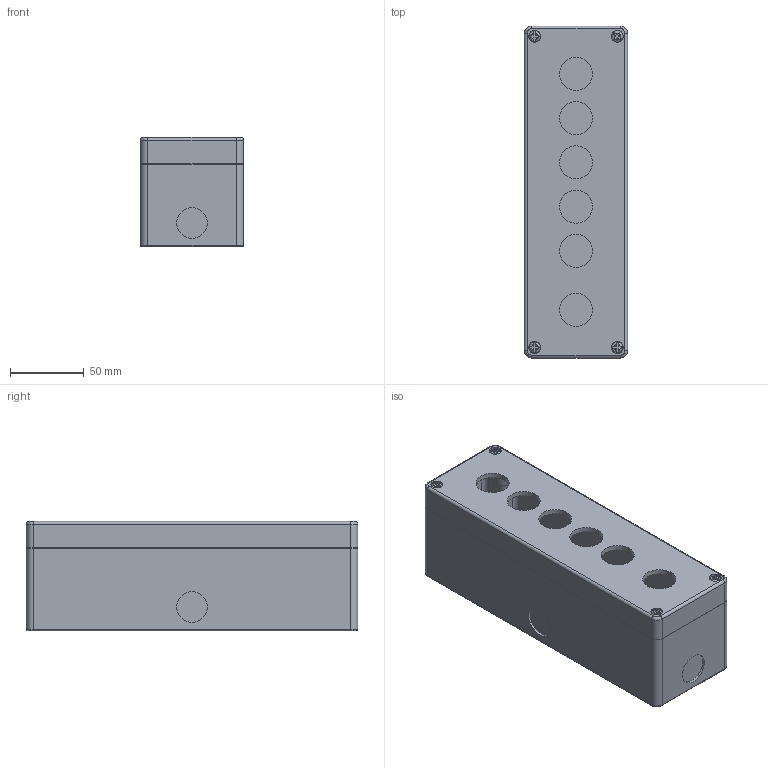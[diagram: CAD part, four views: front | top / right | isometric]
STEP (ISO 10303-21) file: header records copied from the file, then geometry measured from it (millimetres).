
FILE_DESCRIPTION (( 'STEP AP214' ), '1' );
FILE_NAME ('SA112.step', '2019-02-26T14:41:52', ( '' ), ( '' ), 'SwSTEP 2.0', 'SolidWorks 2018', '' );
FILE_SCHEMA (( 'AUTOMOTIVE_DESIGN' ));
Length unit declared in the file: inch
Products named in the file (1): SA112
Bounding box: 70 x 225 x 74.05 mm (x, y, z)
Volume: 269319.7 mm3; surface area: 147908.6 mm2
Topology: 6 solids, 6 shells, 502 faces, 1232 edges, 772 vertices
Faces by surface type: cylinder 204, plane 134, cone 124, bspline 40
Entity records: 23955 total; most frequent: CARTESIAN_POINT 5261, DIRECTION 2678, ORIENTED_EDGE 2464, EDGE_CURVE 1232, AXIS2_PLACEMENT_3D 1075, VERTEX_POINT 772, CIRCLE 612, EDGE_LOOP 560
